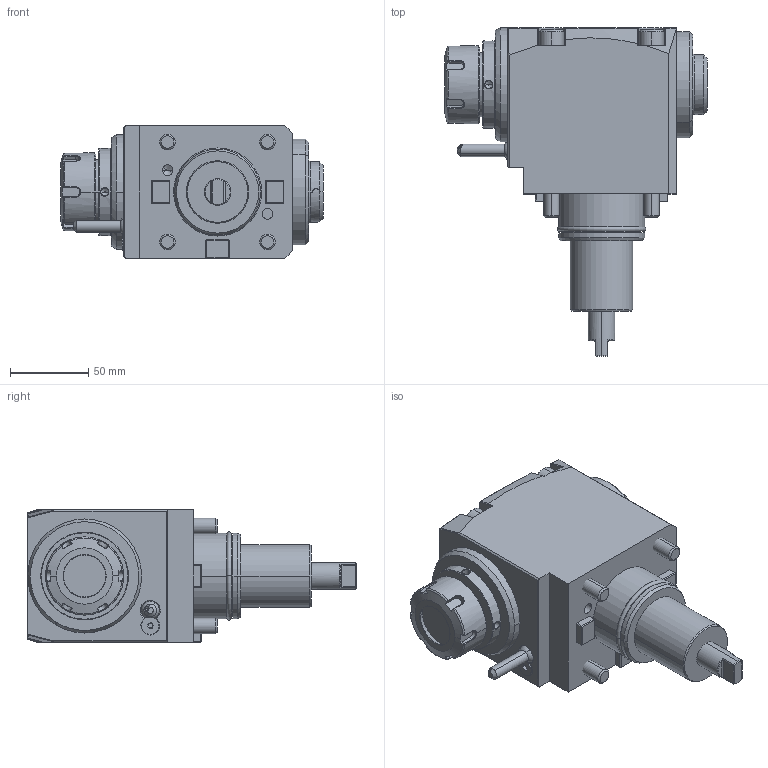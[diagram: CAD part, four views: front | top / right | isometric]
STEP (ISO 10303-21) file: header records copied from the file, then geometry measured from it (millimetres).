
FILE_DESCRIPTION((''),'2;1');
FILE_NAME('NGT2_55_201_32_3_3_70_DO','2023-05-15T',('vali'),('NOVA GRUP'),'PRO/ENGINEER BY PARAMETRIC TECHNOLOGY CORPORATION, 2010280','PRO/ENGINEER BY PARAMETRIC TECHNOLOGY CORPORATION, 2010280','');
FILE_SCHEMA(('CONFIG_CONTROL_DESIGN'));
Length unit declared in the file: millimetre
Products named in the file (1): NGT2_55_201_32_3_3_70_DO
Bounding box: 168.4 x 210.5 x 85 mm (x, y, z)
Volume: 1221269.9 mm3; surface area: 107879.9 mm2
Topology: 2 solids, 6 shells, 479 faces, 1146 edges, 706 vertices
Faces by surface type: plane 229, cylinder 113, cone 60, bspline 34, torus 28, extrusion 13, sphere 2
Entity records: 15921 total; most frequent: CARTESIAN_POINT 5278, ORIENTED_EDGE 2288, DIRECTION 1994, EDGE_CURVE 1144, VERTEX_POINT 706, AXIS2_PLACEMENT_3D 675, VECTOR 644, LINE 631
